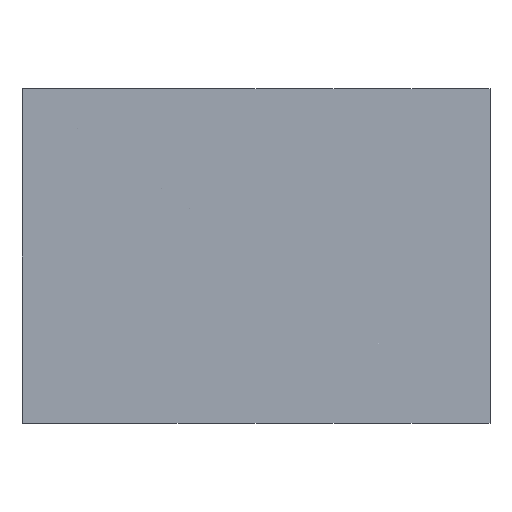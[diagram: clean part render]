
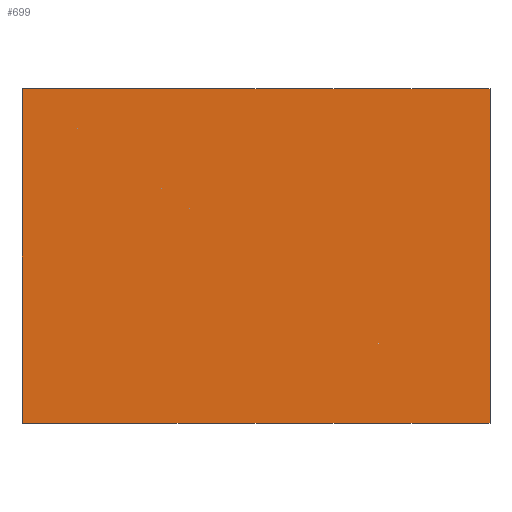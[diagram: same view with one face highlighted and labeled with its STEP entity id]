
A CAD part, front view. The second image highlights one B-rep face of the part: STEP entity #699.
In plain terms, the highlighted planar face has unit normal (0, -1, 0).
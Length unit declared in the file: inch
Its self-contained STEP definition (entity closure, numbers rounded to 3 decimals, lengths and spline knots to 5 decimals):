
#151 = DIRECTION ( 'NONE',  ( 0., 0., -1. ) ) ;
#178 = CARTESIAN_POINT ( 'NONE',  ( 3.5, 0., 2.5 ) ) ;
#190 = EDGE_CURVE ( 'NONE', #898, #1064, #1790, .T. ) ;
#370 = VECTOR ( 'NONE', #2114, 39.37008 ) ;
#521 = LINE ( 'NONE', #1464, #2361 ) ;
#522 = VECTOR ( 'NONE', #2905, 39.37008 ) ;
#606 = EDGE_CURVE ( 'NONE', #1064, #1780, #521, .T. ) ;
#699 = ADVANCED_FACE ( 'NONE', ( #2687 ), #2357, .T. ) ;
#757 = DIRECTION ( 'NONE',  ( 0., 0., -1. ) ) ;
#868 = ORIENTED_EDGE ( 'NONE', *, *, #1463, .F. ) ;
#898 = VERTEX_POINT ( 'NONE', #1518 ) ;
#913 = CARTESIAN_POINT ( 'NONE',  ( 0., 0., 0. ) ) ;
#960 = EDGE_CURVE ( 'NONE', #2334, #898, #1294, .T. ) ;
#1002 = CARTESIAN_POINT ( 'NONE',  ( -3.5, 0., 2.5 ) ) ;
#1064 = VERTEX_POINT ( 'NONE', #178 ) ;
#1119 = AXIS2_PLACEMENT_3D ( 'NONE', #913, #1186, #757 ) ;
#1165 = ORIENTED_EDGE ( 'NONE', *, *, #190, .F. ) ;
#1168 = CARTESIAN_POINT ( 'NONE',  ( -3.5, 0., -2.5 ) ) ;
#1186 = DIRECTION ( 'NONE',  ( 0., -1., 0. ) ) ;
#1294 = LINE ( 'NONE', #2385, #2507 ) ;
#1330 = ORIENTED_EDGE ( 'NONE', *, *, #960, .F. ) ;
#1463 = EDGE_CURVE ( 'NONE', #1780, #2334, #2286, .T. ) ;
#1464 = CARTESIAN_POINT ( 'NONE',  ( 3.5, 0., 2.5 ) ) ;
#1518 = CARTESIAN_POINT ( 'NONE',  ( -3.5, 0., 2.5 ) ) ;
#1695 = DIRECTION ( 'NONE',  ( 0., 0., 1. ) ) ;
#1780 = VERTEX_POINT ( 'NONE', #2876 ) ;
#1790 = LINE ( 'NONE', #1002, #522 ) ;
#1918 = EDGE_LOOP ( 'NONE', ( #2526, #1165, #1330, #868 ) ) ;
#2114 = DIRECTION ( 'NONE',  ( -1., 0., 0. ) ) ;
#2286 = LINE ( 'NONE', #1168, #370 ) ;
#2334 = VERTEX_POINT ( 'NONE', #2738 ) ;
#2357 = PLANE ( 'NONE',  #1119 ) ;
#2361 = VECTOR ( 'NONE', #151, 39.37008 ) ;
#2385 = CARTESIAN_POINT ( 'NONE',  ( -3.5, 0., 2.5 ) ) ;
#2507 = VECTOR ( 'NONE', #1695, 39.37008 ) ;
#2526 = ORIENTED_EDGE ( 'NONE', *, *, #606, .F. ) ;
#2687 = FACE_OUTER_BOUND ( 'NONE', #1918, .T. ) ;
#2738 = CARTESIAN_POINT ( 'NONE',  ( -3.5, 0., -2.5 ) ) ;
#2876 = CARTESIAN_POINT ( 'NONE',  ( 3.5, 0., -2.5 ) ) ;
#2905 = DIRECTION ( 'NONE',  ( 1., 0., 0. ) ) ;
